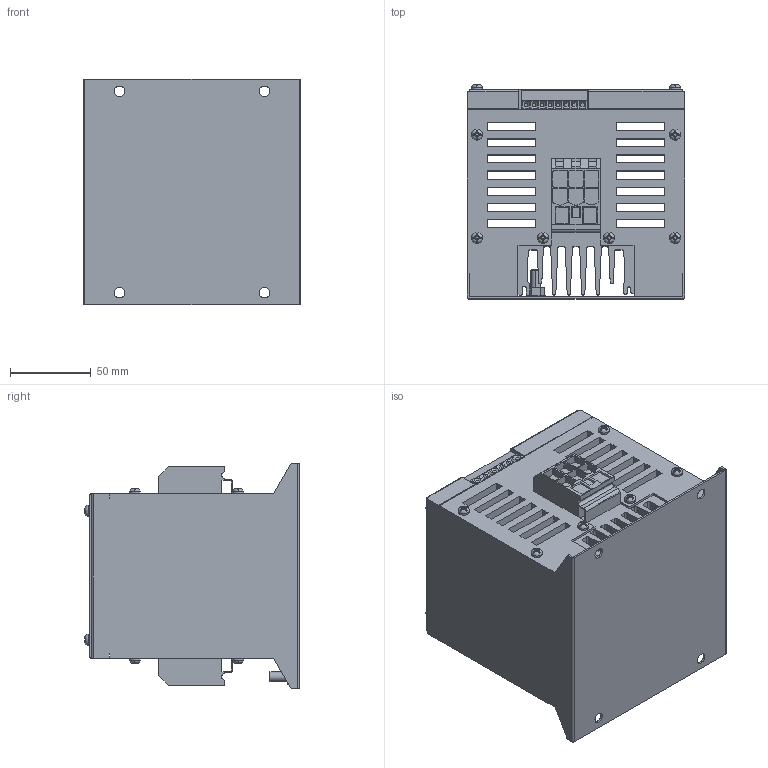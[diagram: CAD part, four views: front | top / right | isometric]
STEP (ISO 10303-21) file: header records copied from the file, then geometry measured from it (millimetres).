
FILE_DESCRIPTION (( 'STEP AP214' ), '1' );
FILE_NAME ('SR33-55.STEP', '2013-12-16T13:06:14', ( '' ), ( '' ), 'SwSTEP 2.0', 'SolidWorks 2013', '' );
FILE_SCHEMA (( 'AUTOMOTIVE_DESIGN' ));
Length unit declared in the file: millimetre
Products named in the file (1): SR33-55
Bounding box: 134.9 x 132.9 x 139.9 mm (x, y, z)
Volume: 1475141 mm3; surface area: 260134.7 mm2
Topology: 1 solids, 1 shells, 980 faces, 2716 edges, 1806 vertices
Faces by surface type: plane 712, cylinder 170, cone 66, torus 32
Entity records: 40420 total; most frequent: CARTESIAN_POINT 6943, ORIENTED_EDGE 5432, DIRECTION 4924, EDGE_CURVE 2716, VERTEX_POINT 1806, LINE 1766, VECTOR 1766, AXIS2_PLACEMENT_3D 1579
